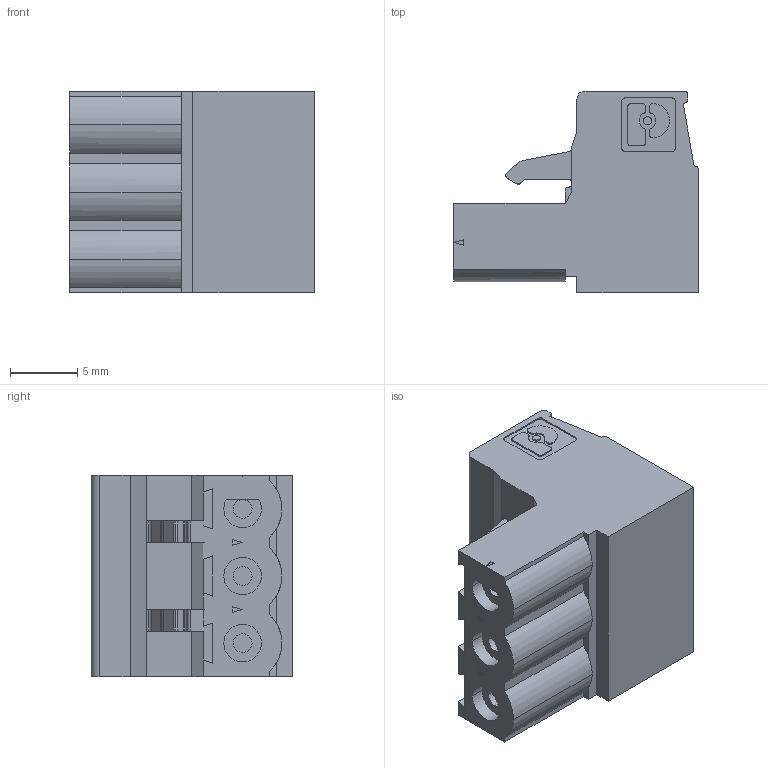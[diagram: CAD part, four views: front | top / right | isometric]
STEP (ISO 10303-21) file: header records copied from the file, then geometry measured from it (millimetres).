
FILE_DESCRIPTION(('SolidDesigner STEP Export'),'1');
FILE_NAME('mstb_2.5-3-st.stp','2000-07-13T 9:35:25',(''),(''), 'SolidDesigner STEP processor Version: 7.0(Mar 1999)for AP214(CD)(Solid Model)', 'CoCreate SolidDesigner: 07.50 21-Dec-99(C) CoCreate Software GmbH','');
FILE_SCHEMA(('AUTOMOTIVE_DESIGN_CC2 {1 2 10303 214 -1 1 5 1}'));
Length unit declared in the file: millimetre
Products named in the file (2): mstb_2.5-3-st
Assembly tree (1 placements, depth 2):
  mstb_2.5-3-st
    mstb_2.5-3-st
Bounding box: 18.2 x 15 x 15 mm (x, y, z)
Volume: 2532.1 mm3; surface area: 1752.2 mm2
Topology: 1 solids, 1 shells, 236 faces, 601 edges, 388 vertices
Faces by surface type: plane 164, cylinder 72
Entity records: 8511 total; most frequent: ORIENTED_EDGE 1202, CARTESIAN_POINT 1123, DIRECTION 1046, EDGE_CURVE 601, VECTOR 424, LINE 424, VERTEX_POINT 388, AXIS2_PLACEMENT_3D 311
